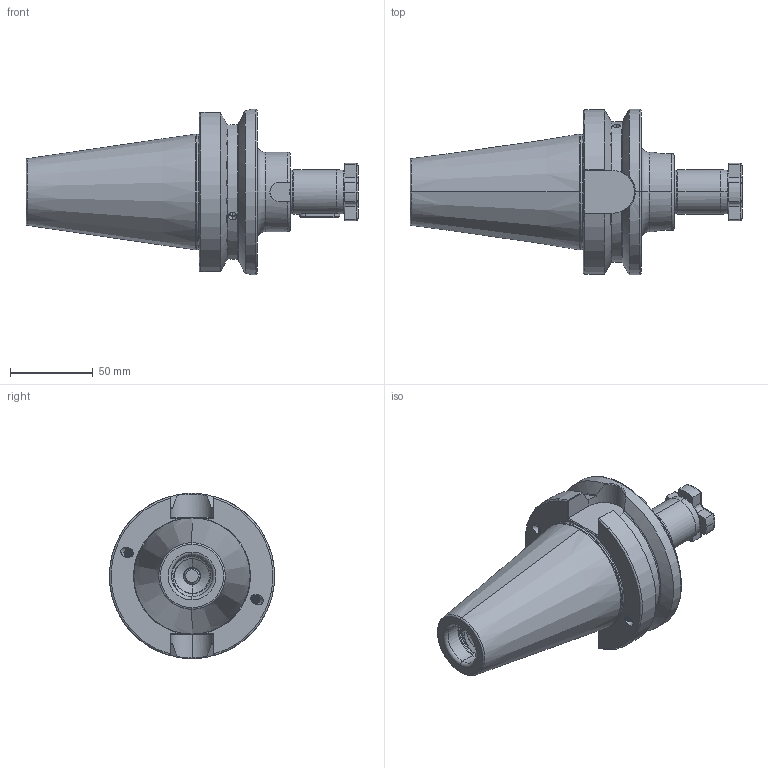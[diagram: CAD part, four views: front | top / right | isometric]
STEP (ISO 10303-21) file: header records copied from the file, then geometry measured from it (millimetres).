
FILE_DESCRIPTION (( 'STEP AP203' ), '1' );
FILE_NAME ('506.10.27.STEP', '2016-11-26T01:34:20', ( '' ), ( '' ), 'SwSTEP 2.0', 'SolidWorks 2012', '' );
FILE_SCHEMA (( 'CONFIG_CONTROL_DESIGN' ));
Length unit declared in the file: millimetre
Products named in the file (4): 十字螺絲FMB27; 506.10.27; SC27用鍵_7x7x25L
Assembly tree (3 placements, depth 2):
  506.10.27
    506.10.27
    十字螺絲FMB27
    SC27用鍵_7x7x25L
Bounding box: 200.8 x 100 x 100 mm (x, y, z)
Volume: 494721.2 mm3; surface area: 69868.2 mm2
Topology: 3 solids, 3 shells, 354 faces, 940 edges, 592 vertices
Faces by surface type: cylinder 184, plane 67, torus 44, cone 34, bspline 25
Entity records: 23789 total; most frequent: CARTESIAN_POINT 15544, ORIENTED_EDGE 1872, DIRECTION 1432, EDGE_CURVE 936, VERTEX_POINT 592, AXIS2_PLACEMENT_3D 551, EDGE_LOOP 370, FACE_OUTER_BOUND 354
